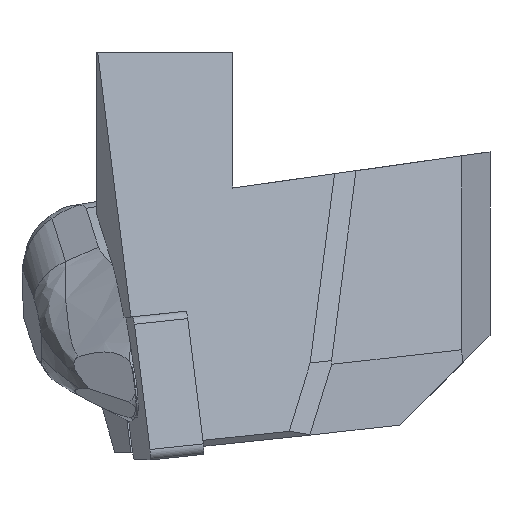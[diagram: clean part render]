
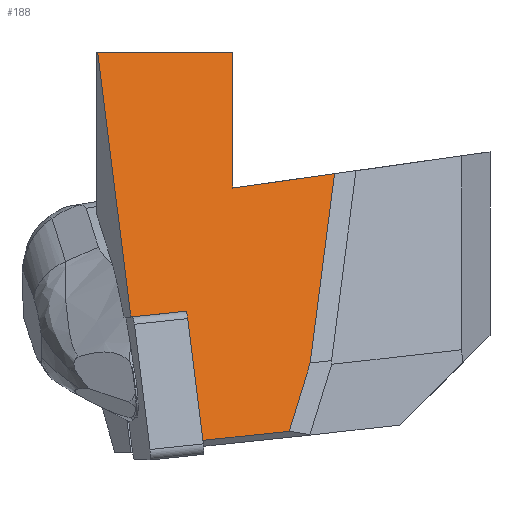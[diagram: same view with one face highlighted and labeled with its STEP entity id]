
A CAD part, left-side view. The second image highlights one B-rep face of the part: STEP entity #188.
In plain terms, the highlighted planar face has unit normal (-0.98, -0.102, 0.173).
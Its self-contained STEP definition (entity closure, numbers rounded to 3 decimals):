
#188=ADVANCED_FACE('',(#295),#253,.F.);
#253=PLANE('',#1387);
#295=FACE_OUTER_BOUND('',#355,.T.);
#355=EDGE_LOOP('',(#462,#463,#464,#465,#466,#467,#468,#469,#470));
#462=ORIENTED_EDGE('',*,*,#944,.F.);
#463=ORIENTED_EDGE('',*,*,#937,.T.);
#464=ORIENTED_EDGE('',*,*,#945,.T.);
#465=ORIENTED_EDGE('',*,*,#946,.T.);
#466=ORIENTED_EDGE('',*,*,#947,.F.);
#467=ORIENTED_EDGE('',*,*,#948,.F.);
#468=ORIENTED_EDGE('',*,*,#949,.F.);
#469=ORIENTED_EDGE('',*,*,#928,.F.);
#470=ORIENTED_EDGE('',*,*,#950,.T.);
#807=VERTEX_POINT('',#1800);
#808=VERTEX_POINT('',#1802);
#813=VERTEX_POINT('',#1816);
#816=VERTEX_POINT('',#1822);
#822=VERTEX_POINT('',#1838);
#823=VERTEX_POINT('',#1840);
#824=VERTEX_POINT('',#1842);
#825=VERTEX_POINT('',#1844);
#826=VERTEX_POINT('',#1846);
#928=EDGE_CURVE('',#807,#808,#1107,.T.);
#937=EDGE_CURVE('',#813,#816,#1115,.T.);
#944=EDGE_CURVE('',#813,#822,#1122,.T.);
#945=EDGE_CURVE('',#816,#823,#1123,.T.);
#946=EDGE_CURVE('',#823,#824,#1124,.T.);
#947=EDGE_CURVE('',#825,#824,#1125,.T.);
#948=EDGE_CURVE('',#826,#825,#1126,.T.);
#949=EDGE_CURVE('',#808,#826,#1127,.T.);
#950=EDGE_CURVE('',#807,#822,#1128,.T.);
#1107=LINE('',#1801,#1216);
#1115=LINE('',#1823,#1224);
#1122=LINE('',#1837,#1231);
#1123=LINE('',#1839,#1232);
#1124=LINE('',#1841,#1233);
#1125=LINE('',#1843,#1234);
#1126=LINE('',#1845,#1235);
#1127=LINE('',#1847,#1236);
#1128=LINE('',#1848,#1237);
#1216=VECTOR('',#1493,1.);
#1224=VECTOR('',#1503,1.);
#1231=VECTOR('',#1514,1.);
#1232=VECTOR('',#1515,1.);
#1233=VECTOR('',#1516,1.);
#1234=VECTOR('',#1517,1.);
#1235=VECTOR('',#1518,1.);
#1236=VECTOR('',#1519,1.);
#1237=VECTOR('',#1520,1.);
#1387=AXIS2_PLACEMENT_3D('',#1849,#1521,#1522);
#1493=DIRECTION('',(0.16,0.123,0.979));
#1503=DIRECTION('',(0.121,-0.987,0.104));
#1514=DIRECTION('',(0.16,0.123,0.979));
#1515=DIRECTION('',(0.195,-0.29,0.937));
#1516=DIRECTION('',(0.185,-0.125,0.975));
#1517=DIRECTION('',(0.127,-0.982,0.138));
#1518=DIRECTION('',(-0.174,0.,-0.985));
#1519=DIRECTION('',(0.104,-0.995,0.));
#1520=DIRECTION('',(0.121,-0.987,0.104));
#1521=DIRECTION('',(0.98,0.102,-0.173));
#1522=DIRECTION('',(-0.174,0.,-0.985));
#1800=CARTESIAN_POINT('',(-72.142,1.798,-11.384));
#1801=CARTESIAN_POINT('',(-74.099,0.298,-23.374));
#1802=CARTESIAN_POINT('',(-68.324,4.725,12.));
#1816=CARTESIAN_POINT('',(-73.408,-4.478,-22.276));
#1822=CARTESIAN_POINT('',(-72.463,-12.171,-21.468));
#1823=CARTESIAN_POINT('',(-72.638,-10.744,-21.618));
#1837=CARTESIAN_POINT('',(-73.503,-4.552,-22.864));
#1838=CARTESIAN_POINT('',(-71.546,-3.051,-10.874));
#1839=CARTESIAN_POINT('',(-71.189,-14.059,-15.36));
#1840=CARTESIAN_POINT('',(-71.206,-14.035,-15.439));
#1841=CARTESIAN_POINT('',(-67.981,-16.22,1.563));
#1842=CARTESIAN_POINT('',(-68.038,-16.181,1.262));
#1843=CARTESIAN_POINT('',(-68.669,-11.287,0.574));
#1844=CARTESIAN_POINT('',(-69.197,-7.2,0.));
#1845=CARTESIAN_POINT('',(-68.989,-7.2,1.176));
#1846=CARTESIAN_POINT('',(-67.081,-7.2,12.));
#1847=CARTESIAN_POINT('',(-67.914,0.791,12.));
#1848=CARTESIAN_POINT('',(-70.777,-9.318,-10.216));
#1849=CARTESIAN_POINT('',(-72.734,-10.818,-22.205));
